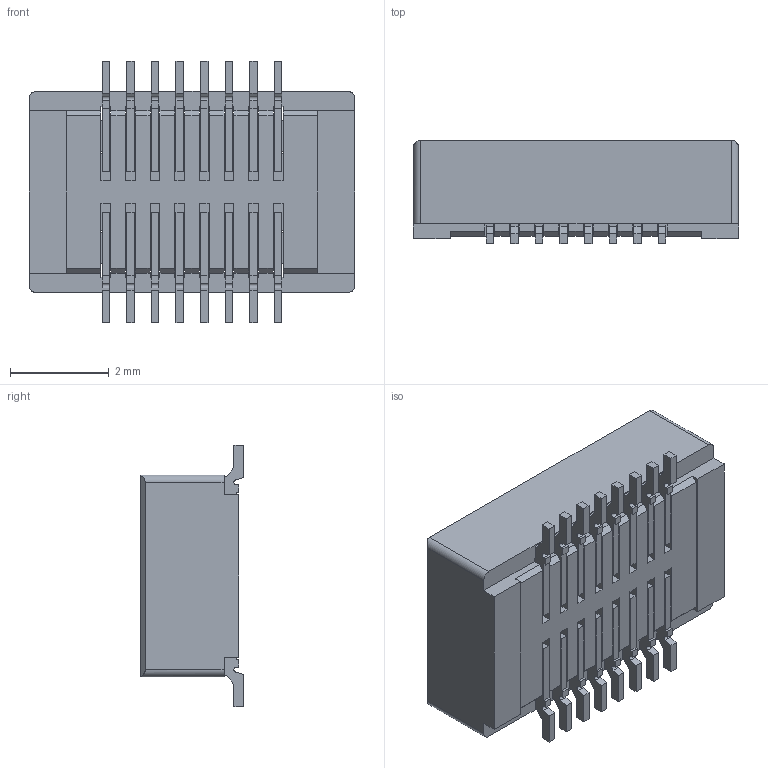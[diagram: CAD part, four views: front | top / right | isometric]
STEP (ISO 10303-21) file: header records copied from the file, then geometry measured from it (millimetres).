
FILE_DESCRIPTION(/* description */ (''),/* implementation_level */ '2;1');
FILE_NAME(/* name */ '541020164.step',/* time_stamp */ '2023-12-13T14:16:48-08:00',/* author */ (''),/* organization */ (''),/* preprocessor_version */ 'ST-DEVELOPER v20',/* originating_system */ 'Autodesk Translation Framework v12.14.0.127',/* authorisation */ '');
FILE_SCHEMA (('AUTOMOTIVE_DESIGN { 1 0 10303 214 3 1 1 }'));
Length unit declared in the file: millimetre
Products named in the file (1): (Unsaved)
Bounding box: 6.6 x 2.1 x 5.3 mm (x, y, z)
Volume: 39.4 mm3; surface area: 219 mm2
Topology: 1 solids, 1 shells, 892 faces, 2900 edges, 1884 vertices
Faces by surface type: plane 704, cylinder 180, cone 4, torus 4
Entity records: 32058 total; most frequent: ORIENTED_EDGE 5800, CARTESIAN_POINT 5677, DIRECTION 5090, EDGE_CURVE 2900, LINE 2496, VECTOR 2496, VERTEX_POINT 1884, AXIS2_PLACEMENT_3D 1297
